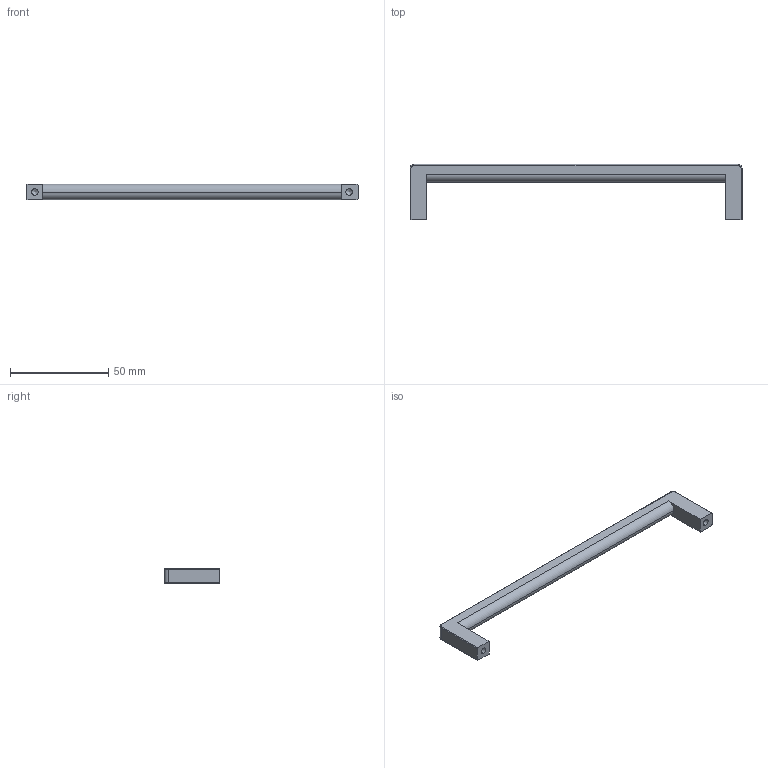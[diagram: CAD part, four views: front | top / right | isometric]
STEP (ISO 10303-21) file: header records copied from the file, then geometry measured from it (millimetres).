
FILE_DESCRIPTION (( 'STEP AP214' ), '1' );
FILE_NAME ('F002172,F002178,F002184_3D.step', '2022-06-10T07:05:07', ( '' ), ( '' ), 'SwSTEP 2.0', 'SolidWorks 2020', '' );
FILE_SCHEMA (( 'AUTOMOTIVE_DESIGN' ));
Length unit declared in the file: millimetre
Products named in the file (1): F002172,F002178,F002184_3D
Bounding box: 169 x 28 x 8 mm (x, y, z)
Volume: 13442.5 mm3; surface area: 6794.9 mm2
Topology: 1 solids, 1 shells, 31 faces, 75 edges, 44 vertices
Faces by surface type: cylinder 14, plane 9, cone 4, torus 4
Entity records: 955 total; most frequent: DIRECTION 167, CARTESIAN_POINT 147, ORIENTED_EDGE 142, EDGE_CURVE 71, AXIS2_PLACEMENT_3D 64, VERTEX_POINT 44, LINE 39, VECTOR 39
